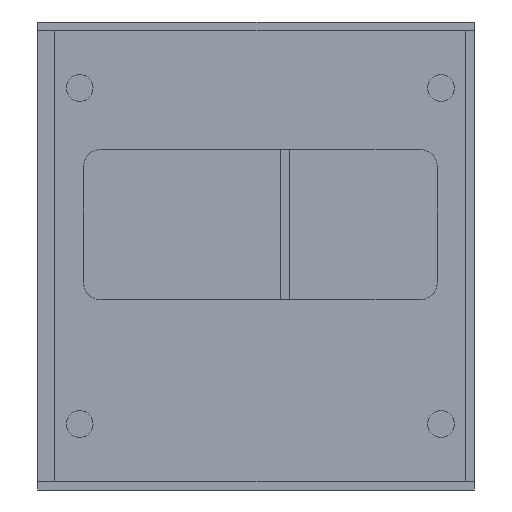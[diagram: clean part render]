
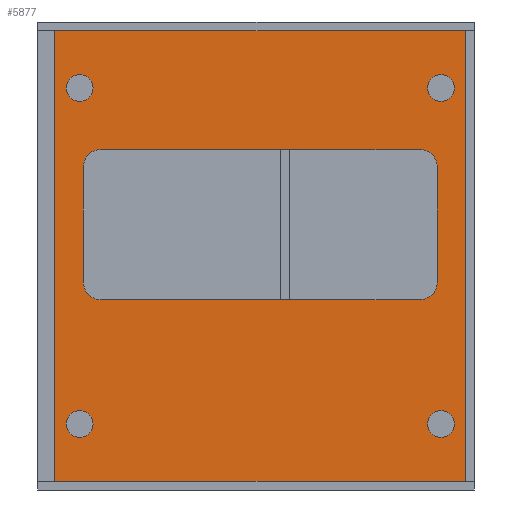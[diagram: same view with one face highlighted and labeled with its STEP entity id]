
A CAD part, left-side view. The second image highlights one B-rep face of the part: STEP entity #5877.
In plain terms, the highlighted planar face has unit normal (-1, 0, 0).
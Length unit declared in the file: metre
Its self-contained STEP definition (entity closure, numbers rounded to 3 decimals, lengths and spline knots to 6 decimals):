
#176=CIRCLE('',#6477,0.00235);
#178=CIRCLE('',#6480,0.00235);
#180=CIRCLE('',#6483,0.00235);
#184=CIRCLE('',#6489,0.00235);
#185=CIRCLE('',#6491,0.003);
#186=CIRCLE('',#6492,0.003);
#187=CIRCLE('',#6493,0.003);
#188=CIRCLE('',#6494,0.003);
#1191=ORIENTED_EDGE('',*,*,#2523,.F.);
#1192=ORIENTED_EDGE('',*,*,#2524,.F.);
#1193=ORIENTED_EDGE('',*,*,#2525,.F.);
#1194=ORIENTED_EDGE('',*,*,#2526,.F.);
#1195=ORIENTED_EDGE('',*,*,#2527,.F.);
#1196=ORIENTED_EDGE('',*,*,#2528,.F.);
#1197=ORIENTED_EDGE('',*,*,#2529,.F.);
#1198=ORIENTED_EDGE('',*,*,#2530,.F.);
#1199=ORIENTED_EDGE('',*,*,#2496,.T.);
#1200=ORIENTED_EDGE('',*,*,#2519,.F.);
#1201=ORIENTED_EDGE('',*,*,#2507,.F.);
#1202=ORIENTED_EDGE('',*,*,#2503,.F.);
#1203=ORIENTED_EDGE('',*,*,#2516,.T.);
#1204=ORIENTED_EDGE('',*,*,#2514,.F.);
#1205=ORIENTED_EDGE('',*,*,#2512,.T.);
#1206=ORIENTED_EDGE('',*,*,#2522,.F.);
#2496=EDGE_CURVE('',#3217,#3216,#3753,.T.);
#2503=EDGE_CURVE('',#3217,#3223,#3756,.T.);
#2507=EDGE_CURVE('',#3223,#3226,#3760,.T.);
#2512=EDGE_CURVE('',#3230,#3230,#176,.T.);
#2514=EDGE_CURVE('',#3232,#3232,#178,.T.);
#2516=EDGE_CURVE('',#3234,#3234,#180,.T.);
#2519=EDGE_CURVE('',#3226,#3216,#3762,.T.);
#2522=EDGE_CURVE('',#3238,#3238,#184,.T.);
#2523=EDGE_CURVE('',#3239,#3240,#3764,.T.);
#2524=EDGE_CURVE('',#3241,#3239,#185,.F.);
#2525=EDGE_CURVE('',#3242,#3241,#3765,.T.);
#2526=EDGE_CURVE('',#3243,#3242,#186,.F.);
#2527=EDGE_CURVE('',#3244,#3243,#3766,.T.);
#2528=EDGE_CURVE('',#3245,#3244,#187,.F.);
#2529=EDGE_CURVE('',#3246,#3245,#3767,.T.);
#2530=EDGE_CURVE('',#3240,#3246,#188,.F.);
#3216=VERTEX_POINT('',#9458);
#3217=VERTEX_POINT('',#9460);
#3223=VERTEX_POINT('',#9474);
#3226=VERTEX_POINT('',#9482);
#3230=VERTEX_POINT('',#9492);
#3232=VERTEX_POINT('',#9497);
#3234=VERTEX_POINT('',#9502);
#3238=VERTEX_POINT('',#9514);
#3239=VERTEX_POINT('',#9517);
#3240=VERTEX_POINT('',#9518);
#3241=VERTEX_POINT('',#9520);
#3242=VERTEX_POINT('',#9522);
#3243=VERTEX_POINT('',#9524);
#3244=VERTEX_POINT('',#9526);
#3245=VERTEX_POINT('',#9528);
#3246=VERTEX_POINT('',#9530);
#3753=LINE('',#9459,#4205);
#3756=LINE('',#9473,#4208);
#3760=LINE('',#9481,#4212);
#3762=LINE('',#9508,#4214);
#3764=LINE('',#9516,#4216);
#3765=LINE('',#9521,#4217);
#3766=LINE('',#9525,#4218);
#3767=LINE('',#9529,#4219);
#4205=VECTOR('',#7596,1.);
#4208=VECTOR('',#7609,1.);
#4212=VECTOR('',#7615,1.);
#4214=VECTOR('',#7645,1.);
#4216=VECTOR('',#7655,1.);
#4217=VECTOR('',#7658,1.);
#4218=VECTOR('',#7661,1.);
#4219=VECTOR('',#7664,1.);
#4657=EDGE_LOOP('',(#1191,#1192,#1193,#1194,#1195,#1196,#1197,#1198));
#4658=EDGE_LOOP('',(#1199,#1200,#1201,#1202));
#4659=EDGE_LOOP('',(#1203));
#4660=EDGE_LOOP('',(#1204));
#4661=EDGE_LOOP('',(#1205));
#4662=EDGE_LOOP('',(#1206));
#5207=FACE_BOUND('',#4657,.T.);
#5208=FACE_BOUND('',#4658,.T.);
#5209=FACE_BOUND('',#4659,.T.);
#5210=FACE_BOUND('',#4660,.T.);
#5211=FACE_BOUND('',#4661,.T.);
#5212=FACE_BOUND('',#4662,.T.);
#5634=PLANE('',#6490);
#5877=ADVANCED_FACE('',(#5207,#5208,#5209,#5210,#5211,#5212),#5634,.T.);
#6477=AXIS2_PLACEMENT_3D('',#9491,#7625,#7626);
#6480=AXIS2_PLACEMENT_3D('',#9496,#7631,#7632);
#6483=AXIS2_PLACEMENT_3D('',#9501,#7637,#7638);
#6489=AXIS2_PLACEMENT_3D('',#9513,#7651,#7652);
#6490=AXIS2_PLACEMENT_3D('',#9515,#7653,#7654);
#6491=AXIS2_PLACEMENT_3D('',#9519,#7656,#7657);
#6492=AXIS2_PLACEMENT_3D('',#9523,#7659,#7660);
#6493=AXIS2_PLACEMENT_3D('',#9527,#7662,#7663);
#6494=AXIS2_PLACEMENT_3D('',#9531,#7665,#7666);
#7596=DIRECTION('',(0.,1.,0.));
#7609=DIRECTION('',(0.,0.,-1.));
#7615=DIRECTION('',(0.,1.,0.));
#7625=DIRECTION('',(1.,0.,0.));
#7626=DIRECTION('',(0.,0.,-1.));
#7631=DIRECTION('',(-1.,0.,0.));
#7632=DIRECTION('',(0.,0.,-1.));
#7637=DIRECTION('',(1.,0.,0.));
#7638=DIRECTION('',(0.,0.,-1.));
#7645=DIRECTION('',(0.,0.,1.));
#7651=DIRECTION('',(-1.,0.,0.));
#7652=DIRECTION('',(0.,0.,-1.));
#7653=DIRECTION('',(-1.,0.,0.));
#7654=DIRECTION('',(0.,1.,0.));
#7655=DIRECTION('',(0.,0.,1.));
#7656=DIRECTION('',(1.,0.,0.));
#7657=DIRECTION('',(0.,0.,-1.));
#7658=DIRECTION('',(0.,-1.,0.));
#7659=DIRECTION('',(1.,0.,0.));
#7660=DIRECTION('',(0.,0.,-1.));
#7661=DIRECTION('',(0.,0.,-1.));
#7662=DIRECTION('',(1.,0.,0.));
#7663=DIRECTION('',(0.,0.,-1.));
#7664=DIRECTION('',(0.,1.,0.));
#7665=DIRECTION('',(1.,0.,0.));
#7666=DIRECTION('',(0.,0.,-1.));
#9458=CARTESIAN_POINT('',(-0.1175,0.072,0.0395));
#9459=CARTESIAN_POINT('',(-0.1175,0.036,0.0395));
#9460=CARTESIAN_POINT('',(-0.1175,0.,0.0395));
#9473=CARTESIAN_POINT('',(-0.1175,0.,0.));
#9474=CARTESIAN_POINT('',(-0.1175,0.,-0.0395));
#9481=CARTESIAN_POINT('',(-0.1175,0.036,-0.0395));
#9482=CARTESIAN_POINT('',(-0.1175,0.072,-0.0395));
#9491=CARTESIAN_POINT('',(-0.1175,0.06765,-0.02945));
#9492=CARTESIAN_POINT('',(-0.1175,0.06765,-0.0318));
#9496=CARTESIAN_POINT('',(-0.1175,0.06765,0.02945));
#9497=CARTESIAN_POINT('',(-0.1175,0.06765,0.0271));
#9501=CARTESIAN_POINT('',(-0.1175,0.00435,0.02945));
#9502=CARTESIAN_POINT('',(-0.1175,0.00435,0.0271));
#9508=CARTESIAN_POINT('',(-0.1175,0.072,0.));
#9513=CARTESIAN_POINT('',(-0.1175,0.00435,-0.02945));
#9514=CARTESIAN_POINT('',(-0.1175,0.00435,-0.0318));
#9515=CARTESIAN_POINT('',(-0.1175,0.03525,0.));
#9516=CARTESIAN_POINT('',(-0.1175,0.005,0.0055));
#9517=CARTESIAN_POINT('',(-0.1175,0.005,-0.00465));
#9518=CARTESIAN_POINT('',(-0.1175,0.005,0.01565));
#9519=CARTESIAN_POINT('',(-0.1175,0.008,-0.00465));
#9520=CARTESIAN_POINT('',(-0.1175,0.008,-0.00765));
#9521=CARTESIAN_POINT('',(-0.1175,0.036,-0.00765));
#9522=CARTESIAN_POINT('',(-0.1175,0.064,-0.00765));
#9523=CARTESIAN_POINT('',(-0.1175,0.064,-0.00465));
#9524=CARTESIAN_POINT('',(-0.1175,0.067,-0.00465));
#9525=CARTESIAN_POINT('',(-0.1175,0.067,0.0055));
#9526=CARTESIAN_POINT('',(-0.1175,0.067,0.01565));
#9527=CARTESIAN_POINT('',(-0.1175,0.064,0.01565));
#9528=CARTESIAN_POINT('',(-0.1175,0.064,0.01865));
#9529=CARTESIAN_POINT('',(-0.1175,0.036,0.01865));
#9530=CARTESIAN_POINT('',(-0.1175,0.008,0.01865));
#9531=CARTESIAN_POINT('',(-0.1175,0.008,0.01565));
